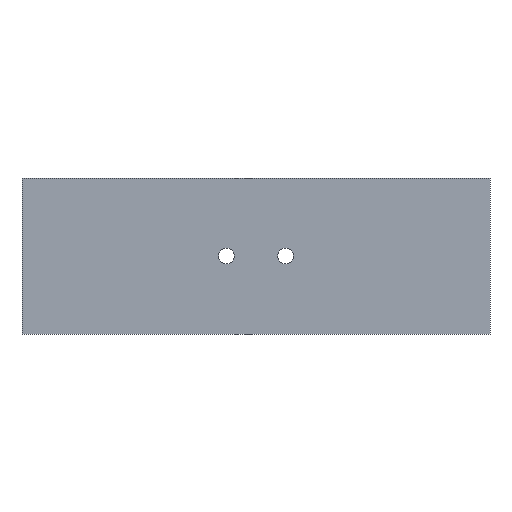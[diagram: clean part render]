
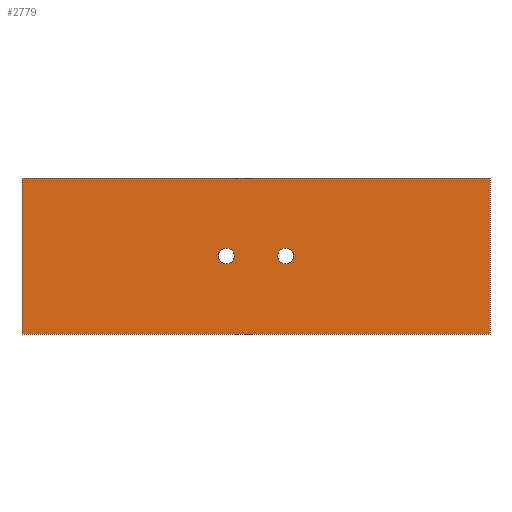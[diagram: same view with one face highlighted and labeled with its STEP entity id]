
A CAD part, front view. The second image highlights one B-rep face of the part: STEP entity #2779.
In plain terms, the highlighted planar face has unit normal (0, -1, 0).
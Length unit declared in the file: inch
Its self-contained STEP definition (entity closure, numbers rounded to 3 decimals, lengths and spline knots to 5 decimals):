
#735 = CARTESIAN_POINT ( 'NONE',  ( 0.38, -0.44, 0.1005 ) ) ;
#1064 = CARTESIAN_POINT ( 'NONE',  ( -3., -0.44, 1. ) ) ;
#1142 = LINE ( 'NONE', #31537, #13137 ) ;
#1171 = CIRCLE ( 'NONE', #1268, 0.1005 ) ;
#1268 = AXIS2_PLACEMENT_3D ( 'NONE', #31342, #31305, #31233 ) ;
#1336 = DIRECTION ( 'NONE',  ( 0., 1., 0. ) ) ;
#1344 = ORIENTED_EDGE ( 'NONE', *, *, #5442, .F. ) ;
#2779 = ADVANCED_FACE ( 'NONE', ( #30445, #19425, #19161 ), #13035, .F. ) ;
#3846 = VECTOR ( 'NONE', #18381, 39.37008 ) ;
#4245 = EDGE_CURVE ( 'NONE', #14460, #8866, #27957, .T. ) ;
#4341 = ORIENTED_EDGE ( 'NONE', *, *, #8413, .T. ) ;
#5442 = EDGE_CURVE ( 'NONE', #8866, #26461, #1142, .T. ) ;
#5449 = EDGE_CURVE ( 'NONE', #14992, #14992, #1171, .T. ) ;
#7089 = CARTESIAN_POINT ( 'NONE',  ( -3., -0.44, -1. ) ) ;
#7563 = VECTOR ( 'NONE', #24940, 39.37008 ) ;
#7797 = CARTESIAN_POINT ( 'NONE',  ( -3., -0.44, -1. ) ) ;
#7966 = CARTESIAN_POINT ( 'NONE',  ( -0.38, -0.44, 0.1005 ) ) ;
#8413 = EDGE_CURVE ( 'NONE', #14460, #16137, #14007, .T. ) ;
#8866 = VERTEX_POINT ( 'NONE', #13393 ) ;
#9503 = LINE ( 'NONE', #7089, #7563 ) ;
#11583 = DIRECTION ( 'NONE',  ( 0., 0., 1. ) ) ;
#11684 = DIRECTION ( 'NONE',  ( 0., 1., 0. ) ) ;
#11877 = CARTESIAN_POINT ( 'NONE',  ( -3., -0.44, 1. ) ) ;
#12139 = CARTESIAN_POINT ( 'NONE',  ( 3., -0.44, -1. ) ) ;
#13035 = PLANE ( 'NONE',  #20162 ) ;
#13061 = CARTESIAN_POINT ( 'NONE',  ( -3., -0.44, 1. ) ) ;
#13137 = VECTOR ( 'NONE', #31440, 39.37008 ) ;
#13393 = CARTESIAN_POINT ( 'NONE',  ( 3., -0.44, 1. ) ) ;
#14007 = LINE ( 'NONE', #1064, #25209 ) ;
#14066 = ORIENTED_EDGE ( 'NONE', *, *, #5449, .T. ) ;
#14460 = VERTEX_POINT ( 'NONE', #13061 ) ;
#14992 = VERTEX_POINT ( 'NONE', #7966 ) ;
#15602 = CIRCLE ( 'NONE', #24682, 0.1005 ) ;
#16137 = VERTEX_POINT ( 'NONE', #7797 ) ;
#16180 = CARTESIAN_POINT ( 'NONE',  ( 0.38, -0.44, 0. ) ) ;
#16717 = VERTEX_POINT ( 'NONE', #735 ) ;
#17295 = ORIENTED_EDGE ( 'NONE', *, *, #20891, .T. ) ;
#18381 = DIRECTION ( 'NONE',  ( 1., 0., 0. ) ) ;
#18462 = CARTESIAN_POINT ( 'NONE',  ( -3., -0.44, 1. ) ) ;
#18661 = DIRECTION ( 'NONE',  ( 0., 0., 1. ) ) ;
#19161 = FACE_OUTER_BOUND ( 'NONE', #21862, .T. ) ;
#19425 = FACE_BOUND ( 'NONE', #21508, .T. ) ;
#20162 = AXIS2_PLACEMENT_3D ( 'NONE', #11877, #11684, #11583 ) ;
#20464 = DIRECTION ( 'NONE',  ( 0., 0., -1. ) ) ;
#20891 = EDGE_CURVE ( 'NONE', #16137, #26461, #9503, .T. ) ;
#21508 = EDGE_LOOP ( 'NONE', ( #23933 ) ) ;
#21862 = EDGE_LOOP ( 'NONE', ( #17295, #1344, #30770, #4341 ) ) ;
#22251 = EDGE_LOOP ( 'NONE', ( #14066 ) ) ;
#23933 = ORIENTED_EDGE ( 'NONE', *, *, #29729, .T. ) ;
#24682 = AXIS2_PLACEMENT_3D ( 'NONE', #16180, #1336, #18661 ) ;
#24940 = DIRECTION ( 'NONE',  ( 1., 0., 0. ) ) ;
#25209 = VECTOR ( 'NONE', #20464, 39.37008 ) ;
#26461 = VERTEX_POINT ( 'NONE', #12139 ) ;
#27957 = LINE ( 'NONE', #18462, #3846 ) ;
#29729 = EDGE_CURVE ( 'NONE', #16717, #16717, #15602, .T. ) ;
#30445 = FACE_BOUND ( 'NONE', #22251, .T. ) ;
#30770 = ORIENTED_EDGE ( 'NONE', *, *, #4245, .F. ) ;
#31233 = DIRECTION ( 'NONE',  ( 0., 0., 1. ) ) ;
#31305 = DIRECTION ( 'NONE',  ( 0., 1., 0. ) ) ;
#31342 = CARTESIAN_POINT ( 'NONE',  ( -0.38, -0.44, 0. ) ) ;
#31440 = DIRECTION ( 'NONE',  ( 0., 0., -1. ) ) ;
#31537 = CARTESIAN_POINT ( 'NONE',  ( 3., -0.44, 1. ) ) ;
